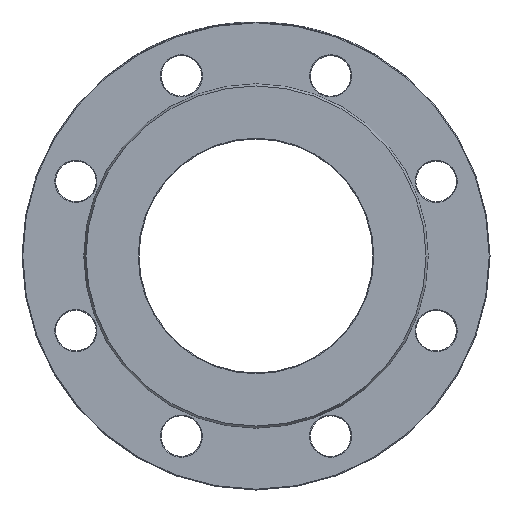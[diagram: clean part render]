
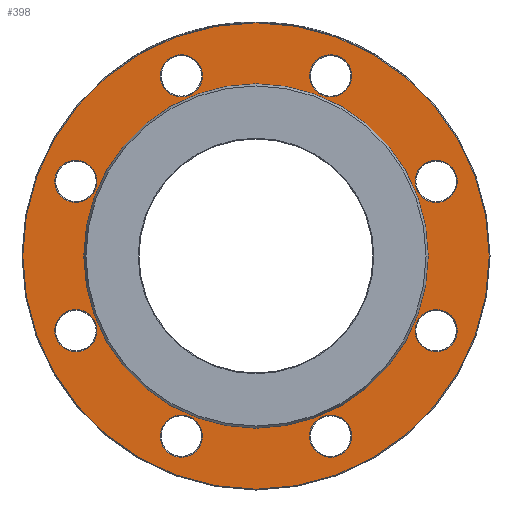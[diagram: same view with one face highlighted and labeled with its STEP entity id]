
A CAD part, left-side view. The second image highlights one B-rep face of the part: STEP entity #398.
In plain terms, the highlighted planar face has unit normal (-1, 0, 0).
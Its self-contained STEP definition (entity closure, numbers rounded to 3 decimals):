
#197 = CARTESIAN_POINT ( 'NONE',  ( 3., 38.289, -125.031 ) ) ;
#209 = AXIS2_PLACEMENT_3D ( 'NONE', #1786, #2447, #5101 ) ;
#215 = CIRCLE ( 'NONE', #3530, 13.5 ) ;
#229 = CARTESIAN_POINT ( 'NONE',  ( 3., 110.399, 0. ) ) ;
#270 = FACE_BOUND ( 'NONE', #4159, .T. ) ;
#304 = EDGE_LOOP ( 'NONE', ( #5139 ) ) ;
#354 = AXIS2_PLACEMENT_3D ( 'NONE', #4816, #7463, #1516 ) ;
#394 = FACE_BOUND ( 'NONE', #4799, .T. ) ;
#398 = ADVANCED_FACE ( 'NONE', ( #3690, #4167, #8205, #2204, #6332, #394, #3029, #4861, #4208, #270 ), #866, .F. ) ;
#584 = DIRECTION ( 'NONE',  ( 0., -0.707, -0.707 ) ) ;
#747 = EDGE_CURVE ( 'NONE', #3487, #3487, #4006, .T. ) ;
#818 = ORIENTED_EDGE ( 'NONE', *, *, #5038, .T. ) ;
#822 = DIRECTION ( 'NONE',  ( 1., 0., 0. ) ) ;
#866 = PLANE ( 'NONE',  #5459 ) ;
#897 = AXIS2_PLACEMENT_3D ( 'NONE', #6763, #822, #2161 ) ;
#916 = AXIS2_PLACEMENT_3D ( 'NONE', #7466, #6850, #8115 ) ;
#1012 = ORIENTED_EDGE ( 'NONE', *, *, #7844, .T. ) ;
#1111 = DIRECTION ( 'NONE',  ( 1., 0., 0. ) ) ;
#1153 = DIRECTION ( 'NONE',  ( 1., 0., 0. ) ) ;
#1310 = EDGE_CURVE ( 'NONE', #6740, #6740, #6174, .T. ) ;
#1357 = VERTEX_POINT ( 'NONE', #197 ) ;
#1516 = DIRECTION ( 'NONE',  ( 0., 0., -1. ) ) ;
#1786 = CARTESIAN_POINT ( 'NONE',  ( 3., -47.835, -115.485 ) ) ;
#2161 = DIRECTION ( 'NONE',  ( 0., -0.707, 0.707 ) ) ;
#2204 = FACE_BOUND ( 'NONE', #5890, .T. ) ;
#2323 = EDGE_CURVE ( 'NONE', #4698, #4698, #4083, .T. ) ;
#2447 = DIRECTION ( 'NONE',  ( 1., 0., 0. ) ) ;
#2557 = CIRCLE ( 'NONE', #6302, 13.5 ) ;
#2662 = EDGE_LOOP ( 'NONE', ( #6430 ) ) ;
#2688 = DIRECTION ( 'NONE',  ( 1., 0., 0. ) ) ;
#2951 = CIRCLE ( 'NONE', #209, 13.5 ) ;
#3029 = FACE_BOUND ( 'NONE', #5765, .T. ) ;
#3046 = ORIENTED_EDGE ( 'NONE', *, *, #7049, .T. ) ;
#3067 = EDGE_CURVE ( 'NONE', #6175, #6175, #4635, .T. ) ;
#3266 = EDGE_CURVE ( 'NONE', #1357, #1357, #2557, .T. ) ;
#3336 = CARTESIAN_POINT ( 'NONE',  ( 3., -115.485, 47.835 ) ) ;
#3391 = EDGE_LOOP ( 'NONE', ( #3934 ) ) ;
#3396 = CARTESIAN_POINT ( 'NONE',  ( 3., -115.485, 61.335 ) ) ;
#3487 = VERTEX_POINT ( 'NONE', #8004 ) ;
#3530 = AXIS2_PLACEMENT_3D ( 'NONE', #7305, #2688, #6557 ) ;
#3607 = DIRECTION ( 'NONE',  ( 1., 0., 0. ) ) ;
#3645 = DIRECTION ( 'NONE',  ( 0., 0., -1. ) ) ;
#3690 = FACE_BOUND ( 'NONE', #4454, .T. ) ;
#3934 = ORIENTED_EDGE ( 'NONE', *, *, #2323, .T. ) ;
#4006 = CIRCLE ( 'NONE', #6925, 149.5 ) ;
#4083 = CIRCLE ( 'NONE', #354, 13.5 ) ;
#4159 = EDGE_LOOP ( 'NONE', ( #4723 ) ) ;
#4167 = FACE_BOUND ( 'NONE', #2662, .T. ) ;
#4182 = CARTESIAN_POINT ( 'NONE',  ( 3., -61.335, -115.485 ) ) ;
#4208 = FACE_OUTER_BOUND ( 'NONE', #304, .T. ) ;
#4242 = AXIS2_PLACEMENT_3D ( 'NONE', #7103, #1153, #6454 ) ;
#4454 = EDGE_LOOP ( 'NONE', ( #1012 ) ) ;
#4635 = CIRCLE ( 'NONE', #5208, 110.399 ) ;
#4650 = CIRCLE ( 'NONE', #916, 13.5 ) ;
#4698 = VERTEX_POINT ( 'NONE', #7481 ) ;
#4723 = ORIENTED_EDGE ( 'NONE', *, *, #3067, .F. ) ;
#4742 = CARTESIAN_POINT ( 'NONE',  ( 3., 61.335, 115.485 ) ) ;
#4799 = EDGE_LOOP ( 'NONE', ( #3046 ) ) ;
#4816 = CARTESIAN_POINT ( 'NONE',  ( 3., 115.485, -47.835 ) ) ;
#4861 = FACE_BOUND ( 'NONE', #3391, .T. ) ;
#4876 = VERTEX_POINT ( 'NONE', #5606 ) ;
#4924 = DIRECTION ( 'NONE',  ( 0., 0., -1. ) ) ;
#5038 = EDGE_CURVE ( 'NONE', #5355, #5355, #8264, .T. ) ;
#5101 = DIRECTION ( 'NONE',  ( 0., -1., 0. ) ) ;
#5139 = ORIENTED_EDGE ( 'NONE', *, *, #747, .T. ) ;
#5146 = EDGE_CURVE ( 'NONE', #6048, #6048, #4650, .T. ) ;
#5166 = DIRECTION ( 'NONE',  ( 0., 0., 1. ) ) ;
#5181 = EDGE_LOOP ( 'NONE', ( #7416 ) ) ;
#5208 = AXIS2_PLACEMENT_3D ( 'NONE', #6375, #7111, #5166 ) ;
#5355 = VERTEX_POINT ( 'NONE', #3396 ) ;
#5425 = DIRECTION ( 'NONE',  ( 1., 0., 0. ) ) ;
#5459 = AXIS2_PLACEMENT_3D ( 'NONE', #229, #3607, #3645 ) ;
#5485 = VERTEX_POINT ( 'NONE', #4182 ) ;
#5606 = CARTESIAN_POINT ( 'NONE',  ( 3., 125.031, 38.289 ) ) ;
#5765 = EDGE_LOOP ( 'NONE', ( #6689 ) ) ;
#5890 = EDGE_LOOP ( 'NONE', ( #818 ) ) ;
#6048 = VERTEX_POINT ( 'NONE', #4742 ) ;
#6131 = CARTESIAN_POINT ( 'NONE',  ( 3., -38.289, 125.031 ) ) ;
#6136 = CARTESIAN_POINT ( 'NONE',  ( 3., 0., 0. ) ) ;
#6174 = CIRCLE ( 'NONE', #4242, 13.5 ) ;
#6175 = VERTEX_POINT ( 'NONE', #7308 ) ;
#6223 = ORIENTED_EDGE ( 'NONE', *, *, #8003, .T. ) ;
#6302 = AXIS2_PLACEMENT_3D ( 'NONE', #6527, #1111, #584 ) ;
#6332 = FACE_BOUND ( 'NONE', #7407, .T. ) ;
#6375 = CARTESIAN_POINT ( 'NONE',  ( 3., 0., 0. ) ) ;
#6430 = ORIENTED_EDGE ( 'NONE', *, *, #5146, .T. ) ;
#6454 = DIRECTION ( 'NONE',  ( 0., 0.707, 0.707 ) ) ;
#6527 = CARTESIAN_POINT ( 'NONE',  ( 3., 47.835, -115.485 ) ) ;
#6557 = DIRECTION ( 'NONE',  ( 0., 0.707, -0.707 ) ) ;
#6689 = ORIENTED_EDGE ( 'NONE', *, *, #3266, .T. ) ;
#6740 = VERTEX_POINT ( 'NONE', #6131 ) ;
#6763 = CARTESIAN_POINT ( 'NONE',  ( 3., -115.485, -47.835 ) ) ;
#6850 = DIRECTION ( 'NONE',  ( 1., 0., 0. ) ) ;
#6871 = CARTESIAN_POINT ( 'NONE',  ( 3., -125.031, -38.289 ) ) ;
#6917 = DIRECTION ( 'NONE',  ( -1., 0., 0. ) ) ;
#6925 = AXIS2_PLACEMENT_3D ( 'NONE', #6136, #6917, #4924 ) ;
#7049 = EDGE_CURVE ( 'NONE', #5485, #5485, #2951, .T. ) ;
#7103 = CARTESIAN_POINT ( 'NONE',  ( 3., -47.835, 115.485 ) ) ;
#7111 = DIRECTION ( 'NONE',  ( -1., 0., 0. ) ) ;
#7305 = CARTESIAN_POINT ( 'NONE',  ( 3., 115.485, 47.835 ) ) ;
#7308 = CARTESIAN_POINT ( 'NONE',  ( 3., 0., 110.399 ) ) ;
#7337 = DIRECTION ( 'NONE',  ( 0., 0., 1. ) ) ;
#7407 = EDGE_LOOP ( 'NONE', ( #6223 ) ) ;
#7416 = ORIENTED_EDGE ( 'NONE', *, *, #1310, .T. ) ;
#7463 = DIRECTION ( 'NONE',  ( 1., 0., 0. ) ) ;
#7466 = CARTESIAN_POINT ( 'NONE',  ( 3., 47.835, 115.485 ) ) ;
#7481 = CARTESIAN_POINT ( 'NONE',  ( 3., 115.485, -61.335 ) ) ;
#7608 = VERTEX_POINT ( 'NONE', #6871 ) ;
#7844 = EDGE_CURVE ( 'NONE', #4876, #4876, #215, .T. ) ;
#8003 = EDGE_CURVE ( 'NONE', #7608, #7608, #8384, .T. ) ;
#8004 = CARTESIAN_POINT ( 'NONE',  ( 3., 0., -149.5 ) ) ;
#8115 = DIRECTION ( 'NONE',  ( 0., 1., 0. ) ) ;
#8120 = AXIS2_PLACEMENT_3D ( 'NONE', #3336, #5425, #7337 ) ;
#8205 = FACE_BOUND ( 'NONE', #5181, .T. ) ;
#8264 = CIRCLE ( 'NONE', #8120, 13.5 ) ;
#8384 = CIRCLE ( 'NONE', #897, 13.5 ) ;
